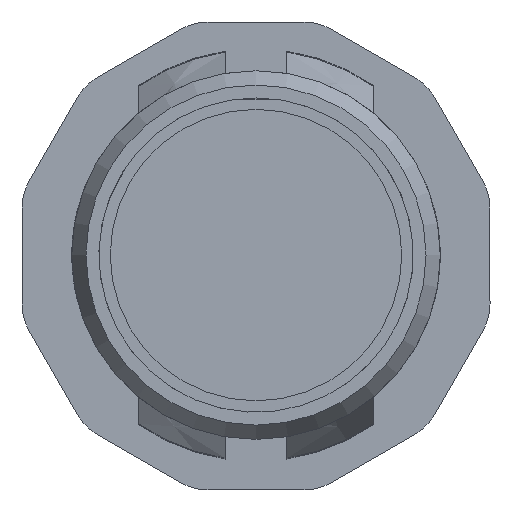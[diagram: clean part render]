
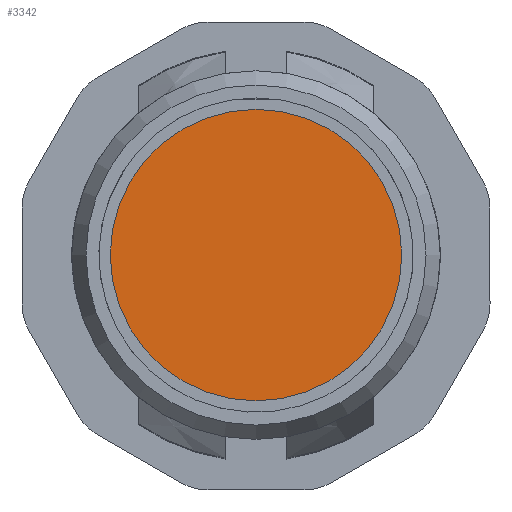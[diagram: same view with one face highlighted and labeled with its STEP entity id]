
A CAD part, front view. The second image highlights one B-rep face of the part: STEP entity #3342.
In plain terms, the highlighted planar face has unit normal (0, -1, 0).
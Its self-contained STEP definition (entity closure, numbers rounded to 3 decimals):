
#2559=PLANE('',#11071);
#2893=CIRCLE('',#11070,15.815);
#3342=ADVANCED_FACE('',(#3785),#2559,.T.);
#3785=FACE_OUTER_BOUND('',#4292,.T.);
#4292=EDGE_LOOP('',(#7894));
#7894=ORIENTED_EDGE('',*,*,#9795,.T.);
#8647=VERTEX_POINT('',#18852);
#9795=EDGE_CURVE('',#8647,#8647,#2893,.T.);
#11070=AXIS2_PLACEMENT_3D('',#18851,#13145,#13146);
#11071=AXIS2_PLACEMENT_3D('',#18853,#13147,#13148);
#13145=DIRECTION('',(0.,-1.,0.));
#13146=DIRECTION('',(0.,0.,-1.));
#13147=DIRECTION('',(0.,-1.,0.));
#13148=DIRECTION('',(1.,0.,0.));
#18851=CARTESIAN_POINT('',(0.,-4.,0.));
#18852=CARTESIAN_POINT('',(0.,-4.,-15.815));
#18853=CARTESIAN_POINT('',(-5.575,-4.,-8.181));
